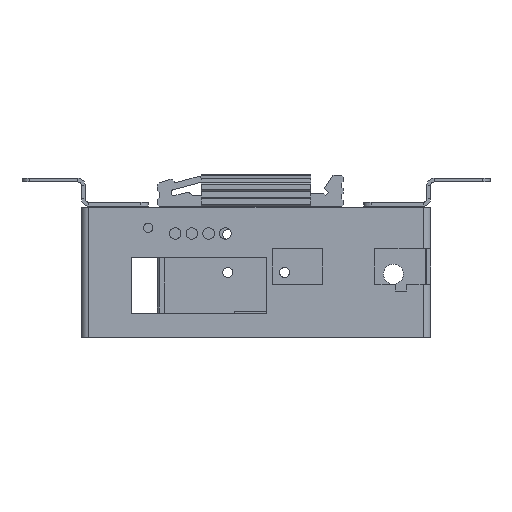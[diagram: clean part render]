
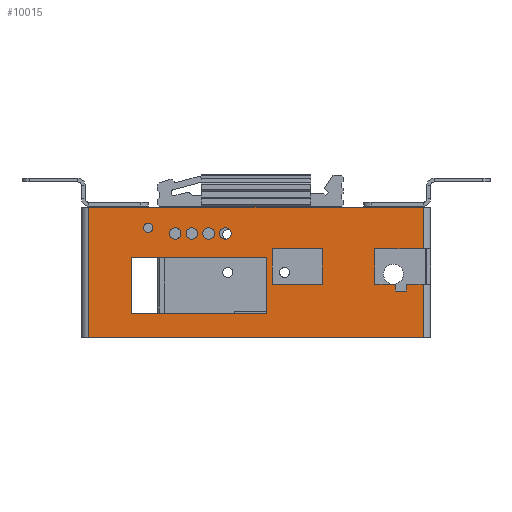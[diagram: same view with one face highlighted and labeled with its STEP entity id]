
A CAD part, front view. The second image highlights one B-rep face of the part: STEP entity #10015.
In plain terms, the highlighted planar face has unit normal (0, -1, 0).
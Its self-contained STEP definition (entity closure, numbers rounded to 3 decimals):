
#62=FACE_BOUND('',#1171,.T.);
#63=FACE_BOUND('',#1172,.T.);
#64=FACE_BOUND('',#1173,.T.);
#65=FACE_BOUND('',#1174,.T.);
#66=FACE_BOUND('',#1175,.T.);
#67=FACE_BOUND('',#1176,.T.);
#68=FACE_BOUND('',#1177,.T.);
#209=PLANE('',#10680);
#611=FACE_OUTER_BOUND('',#1170,.T.);
#1170=EDGE_LOOP('',(#6992,#6993,#6994,#6995,#6996,#6997,#6998,#6999,#7000,
#7001,#7002,#7003));
#1171=EDGE_LOOP('',(#7004,#7005,#7006,#7007));
#1172=EDGE_LOOP('',(#7008,#7009,#7010,#7011));
#1173=EDGE_LOOP('',(#7012));
#1174=EDGE_LOOP('',(#7013));
#1175=EDGE_LOOP('',(#7014));
#1176=EDGE_LOOP('',(#7015));
#1177=EDGE_LOOP('',(#7016));
#1873=LINE('',#14759,#2967);
#1898=LINE('',#14818,#2992);
#1899=LINE('',#14819,#2993);
#1900=LINE('',#14821,#2994);
#1901=LINE('',#14823,#2995);
#1902=LINE('',#14825,#2996);
#1903=LINE('',#14827,#2997);
#1904=LINE('',#14829,#2998);
#1905=LINE('',#14831,#2999);
#1906=LINE('',#14833,#3000);
#1907=LINE('',#14835,#3001);
#1908=LINE('',#14836,#3002);
#1909=LINE('',#14839,#3003);
#1910=LINE('',#14841,#3004);
#1911=LINE('',#14843,#3005);
#1912=LINE('',#14844,#3006);
#1913=LINE('',#14847,#3007);
#1914=LINE('',#14849,#3008);
#1915=LINE('',#14851,#3009);
#1916=LINE('',#14852,#3010);
#2967=VECTOR('',#11763,1000.);
#2992=VECTOR('',#11804,1000.);
#2993=VECTOR('',#11805,1000.);
#2994=VECTOR('',#11806,1000.);
#2995=VECTOR('',#11807,1000.);
#2996=VECTOR('',#11808,1000.);
#2997=VECTOR('',#11809,1000.);
#2998=VECTOR('',#11810,1000.);
#2999=VECTOR('',#11811,1000.);
#3000=VECTOR('',#11812,1000.);
#3001=VECTOR('',#11813,1000.);
#3002=VECTOR('',#11814,1000.);
#3003=VECTOR('',#11815,1000.);
#3004=VECTOR('',#11816,1000.);
#3005=VECTOR('',#11817,1000.);
#3006=VECTOR('',#11818,1000.);
#3007=VECTOR('',#11819,1000.);
#3008=VECTOR('',#11820,1000.);
#3009=VECTOR('',#11821,1000.);
#3010=VECTOR('',#11822,1000.);
#4041=CIRCLE('',#10615,1.55);
#4043=CIRCLE('',#10618,1.55);
#4045=CIRCLE('',#10621,1.55);
#4047=CIRCLE('',#10624,1.55);
#4049=CIRCLE('',#10627,1.25);
#4454=VERTEX_POINT('',#14641);
#4456=VERTEX_POINT('',#14647);
#4458=VERTEX_POINT('',#14653);
#4460=VERTEX_POINT('',#14659);
#4462=VERTEX_POINT('',#14665);
#4491=VERTEX_POINT('',#14757);
#4492=VERTEX_POINT('',#14758);
#4517=VERTEX_POINT('',#14816);
#4518=VERTEX_POINT('',#14817);
#4519=VERTEX_POINT('',#14820);
#4520=VERTEX_POINT('',#14822);
#4521=VERTEX_POINT('',#14824);
#4522=VERTEX_POINT('',#14826);
#4523=VERTEX_POINT('',#14828);
#4524=VERTEX_POINT('',#14830);
#4525=VERTEX_POINT('',#14832);
#4526=VERTEX_POINT('',#14834);
#4527=VERTEX_POINT('',#14837);
#4528=VERTEX_POINT('',#14838);
#4529=VERTEX_POINT('',#14840);
#4530=VERTEX_POINT('',#14842);
#4531=VERTEX_POINT('',#14845);
#4532=VERTEX_POINT('',#14846);
#4533=VERTEX_POINT('',#14848);
#4534=VERTEX_POINT('',#14850);
#5378=EDGE_CURVE('',#4454,#4454,#4041,.T.);
#5381=EDGE_CURVE('',#4456,#4456,#4043,.T.);
#5384=EDGE_CURVE('',#4458,#4458,#4045,.T.);
#5387=EDGE_CURVE('',#4460,#4460,#4047,.T.);
#5390=EDGE_CURVE('',#4462,#4462,#4049,.T.);
#5435=EDGE_CURVE('',#4491,#4492,#1873,.T.);
#5464=EDGE_CURVE('',#4517,#4518,#1898,.T.);
#5465=EDGE_CURVE('',#4492,#4517,#1899,.T.);
#5466=EDGE_CURVE('',#4519,#4491,#1900,.T.);
#5467=EDGE_CURVE('',#4520,#4519,#1901,.T.);
#5468=EDGE_CURVE('',#4521,#4520,#1902,.T.);
#5469=EDGE_CURVE('',#4522,#4521,#1903,.T.);
#5470=EDGE_CURVE('',#4522,#4523,#1904,.T.);
#5471=EDGE_CURVE('',#4523,#4524,#1905,.T.);
#5472=EDGE_CURVE('',#4525,#4524,#1906,.T.);
#5473=EDGE_CURVE('',#4526,#4525,#1907,.T.);
#5474=EDGE_CURVE('',#4518,#4526,#1908,.T.);
#5475=EDGE_CURVE('',#4527,#4528,#1909,.T.);
#5476=EDGE_CURVE('',#4529,#4527,#1910,.T.);
#5477=EDGE_CURVE('',#4530,#4529,#1911,.T.);
#5478=EDGE_CURVE('',#4528,#4530,#1912,.T.);
#5479=EDGE_CURVE('',#4531,#4532,#1913,.T.);
#5480=EDGE_CURVE('',#4533,#4531,#1914,.T.);
#5481=EDGE_CURVE('',#4534,#4533,#1915,.T.);
#5482=EDGE_CURVE('',#4532,#4534,#1916,.T.);
#6992=ORIENTED_EDGE('',*,*,#5464,.F.);
#6993=ORIENTED_EDGE('',*,*,#5465,.F.);
#6994=ORIENTED_EDGE('',*,*,#5435,.F.);
#6995=ORIENTED_EDGE('',*,*,#5466,.F.);
#6996=ORIENTED_EDGE('',*,*,#5467,.F.);
#6997=ORIENTED_EDGE('',*,*,#5468,.F.);
#6998=ORIENTED_EDGE('',*,*,#5469,.F.);
#6999=ORIENTED_EDGE('',*,*,#5470,.T.);
#7000=ORIENTED_EDGE('',*,*,#5471,.T.);
#7001=ORIENTED_EDGE('',*,*,#5472,.F.);
#7002=ORIENTED_EDGE('',*,*,#5473,.F.);
#7003=ORIENTED_EDGE('',*,*,#5474,.F.);
#7004=ORIENTED_EDGE('',*,*,#5475,.F.);
#7005=ORIENTED_EDGE('',*,*,#5476,.F.);
#7006=ORIENTED_EDGE('',*,*,#5477,.F.);
#7007=ORIENTED_EDGE('',*,*,#5478,.F.);
#7008=ORIENTED_EDGE('',*,*,#5479,.F.);
#7009=ORIENTED_EDGE('',*,*,#5480,.F.);
#7010=ORIENTED_EDGE('',*,*,#5481,.F.);
#7011=ORIENTED_EDGE('',*,*,#5482,.F.);
#7012=ORIENTED_EDGE('',*,*,#5390,.F.);
#7013=ORIENTED_EDGE('',*,*,#5387,.F.);
#7014=ORIENTED_EDGE('',*,*,#5384,.F.);
#7015=ORIENTED_EDGE('',*,*,#5381,.F.);
#7016=ORIENTED_EDGE('',*,*,#5378,.F.);
#10015=ADVANCED_FACE('',(#611,#62,#63,#64,#65,#66,#67,#68),#209,.F.);
#10615=AXIS2_PLACEMENT_3D('',#14643,#11627,#11628);
#10618=AXIS2_PLACEMENT_3D('',#14649,#11634,#11635);
#10621=AXIS2_PLACEMENT_3D('',#14655,#11641,#11642);
#10624=AXIS2_PLACEMENT_3D('',#14661,#11648,#11649);
#10627=AXIS2_PLACEMENT_3D('',#14667,#11655,#11656);
#10680=AXIS2_PLACEMENT_3D('',#14815,#11802,#11803);
#11627=DIRECTION('center_axis',(0.,-1.,0.));
#11628=DIRECTION('ref_axis',(0.,0.,-1.));
#11634=DIRECTION('center_axis',(0.,-1.,0.));
#11635=DIRECTION('ref_axis',(0.,0.,-1.));
#11641=DIRECTION('center_axis',(0.,-1.,0.));
#11642=DIRECTION('ref_axis',(0.,0.,-1.));
#11648=DIRECTION('center_axis',(0.,-1.,0.));
#11649=DIRECTION('ref_axis',(0.,0.,-1.));
#11655=DIRECTION('center_axis',(0.,-1.,0.));
#11656=DIRECTION('ref_axis',(0.,0.,-1.));
#11763=DIRECTION('',(1.,0.,0.));
#11802=DIRECTION('center_axis',(0.,1.,0.));
#11803=DIRECTION('ref_axis',(0.,0.,1.));
#11804=DIRECTION('',(1.,0.,0.));
#11805=DIRECTION('',(0.,0.,-1.));
#11806=DIRECTION('',(0.,0.,-1.));
#11807=DIRECTION('',(-1.,0.,0.));
#11808=DIRECTION('',(0.,0.,-1.));
#11809=DIRECTION('',(1.,0.,0.));
#11810=DIRECTION('',(0.,0.,-1.));
#11811=DIRECTION('',(1.,0.,0.));
#11812=DIRECTION('',(0.,0.,-1.));
#11813=DIRECTION('',(1.,0.,0.));
#11814=DIRECTION('',(0.,0.,1.));
#11815=DIRECTION('',(1.,0.,0.));
#11816=DIRECTION('',(0.,0.,-1.));
#11817=DIRECTION('',(-1.,0.,0.));
#11818=DIRECTION('',(0.,0.,1.));
#11819=DIRECTION('',(1.,0.,0.));
#11820=DIRECTION('',(0.,0.,-1.));
#11821=DIRECTION('',(-1.,0.,0.));
#11822=DIRECTION('',(0.,0.,1.));
#14641=CARTESIAN_POINT('',(-82.354,0.,29.55));
#14643=CARTESIAN_POINT('Origin',(-82.354,0.,28.));
#14647=CARTESIAN_POINT('',(-86.854,0.,29.55));
#14649=CARTESIAN_POINT('Origin',(-86.854,0.,28.));
#14653=CARTESIAN_POINT('',(-91.354,0.,29.55));
#14655=CARTESIAN_POINT('Origin',(-91.354,0.,28.));
#14659=CARTESIAN_POINT('',(-95.854,0.,29.55));
#14661=CARTESIAN_POINT('Origin',(-95.854,0.,28.));
#14665=CARTESIAN_POINT('',(-103.104,0.,30.75));
#14667=CARTESIAN_POINT('Origin',(-103.104,0.,29.5));
#14757=CARTESIAN_POINT('',(-42.104,0.,14.3));
#14758=CARTESIAN_POINT('',(-36.604,0.,14.3));
#14759=CARTESIAN_POINT('',(-42.104,0.,14.3));
#14815=CARTESIAN_POINT('Origin',(-121.104,0.,35.));
#14816=CARTESIAN_POINT('',(-36.604,0.,12.5));
#14817=CARTESIAN_POINT('',(-33.604,0.,12.5));
#14818=CARTESIAN_POINT('',(-33.604,0.,12.5));
#14819=CARTESIAN_POINT('',(-36.604,0.,14.3));
#14820=CARTESIAN_POINT('',(-42.104,0.,23.9));
#14821=CARTESIAN_POINT('',(-42.104,0.,23.9));
#14822=CARTESIAN_POINT('',(-29.104,0.,23.9));
#14823=CARTESIAN_POINT('',(-42.104,0.,23.9));
#14824=CARTESIAN_POINT('',(-29.104,0.,35.));
#14825=CARTESIAN_POINT('',(-29.104,0.,35.));
#14826=CARTESIAN_POINT('',(-119.104,0.,35.));
#14827=CARTESIAN_POINT('',(-121.104,0.,35.));
#14828=CARTESIAN_POINT('',(-119.104,0.,0.));
#14829=CARTESIAN_POINT('',(-119.104,0.,35.));
#14830=CARTESIAN_POINT('',(-29.104,0.,0.));
#14831=CARTESIAN_POINT('',(-121.104,0.,0.));
#14832=CARTESIAN_POINT('',(-29.104,0.,14.3));
#14833=CARTESIAN_POINT('',(-29.104,0.,35.));
#14834=CARTESIAN_POINT('',(-33.604,0.,14.3));
#14835=CARTESIAN_POINT('',(-42.104,0.,14.3));
#14836=CARTESIAN_POINT('',(-33.604,0.,14.3));
#14837=CARTESIAN_POINT('',(-107.734,0.,6.4));
#14838=CARTESIAN_POINT('',(-71.274,0.,6.4));
#14839=CARTESIAN_POINT('',(-107.734,0.,6.4));
#14840=CARTESIAN_POINT('',(-107.734,0.,21.6));
#14841=CARTESIAN_POINT('',(-107.734,0.,21.6));
#14842=CARTESIAN_POINT('',(-71.274,0.,21.6));
#14843=CARTESIAN_POINT('',(-107.734,0.,21.6));
#14844=CARTESIAN_POINT('',(-71.274,0.,21.6));
#14845=CARTESIAN_POINT('',(-69.704,0.,14.3));
#14846=CARTESIAN_POINT('',(-56.204,0.,14.3));
#14847=CARTESIAN_POINT('',(-69.704,0.,14.3));
#14848=CARTESIAN_POINT('',(-69.704,0.,23.9));
#14849=CARTESIAN_POINT('',(-69.704,0.,23.9));
#14850=CARTESIAN_POINT('',(-56.204,0.,23.9));
#14851=CARTESIAN_POINT('',(-69.704,0.,23.9));
#14852=CARTESIAN_POINT('',(-56.204,0.,23.9));
